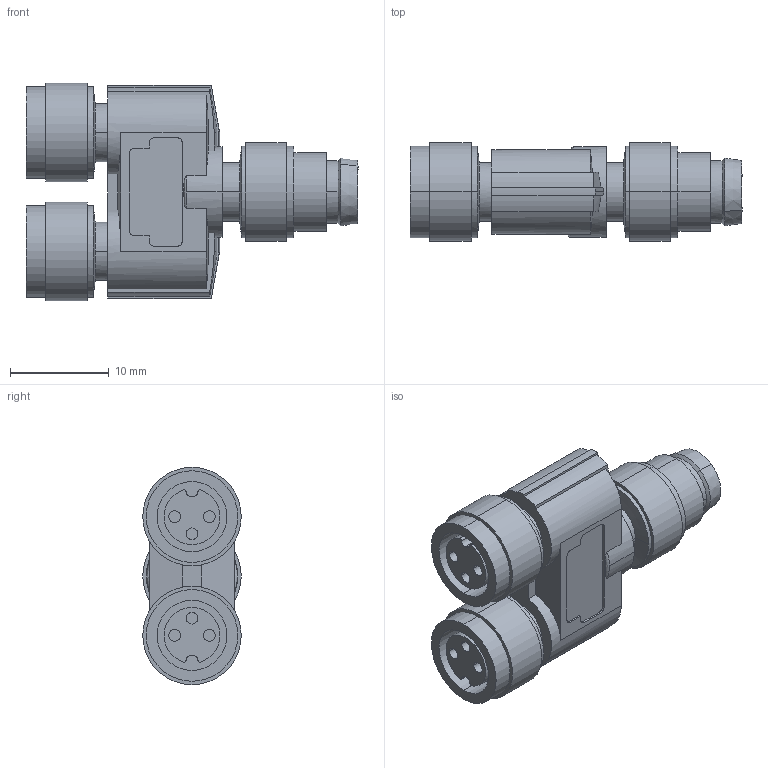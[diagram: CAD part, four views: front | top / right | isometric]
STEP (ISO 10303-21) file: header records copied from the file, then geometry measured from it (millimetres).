
FILE_DESCRIPTION(('SolidDesigner STEP Export'),'2;1');
FILE_NAME('1696222_SAC_3P_M8Y_2XM8FS_VP-select.stp','2015-05-29T14:29:41',(''),(''),'Creo Elements/Direct Modeling STEP processor for AP214 (Solid Model)','Creo Elements/Direct Modeling 18.1B 29-Sep-2012 (C) Parametric Technology GmbH','');
FILE_SCHEMA(('AUTOMOTIVE_DESIGN { 1 0 10303 214 1 1 1 1 }'));
Length unit declared in the file: millimetre
Products named in the file (2): 1696222_SAC_3P_M8Y_2XM8FS_VP-select
Assembly tree (1 placements, depth 2):
  1696222_SAC_3P_M8Y_2XM8FS_VP-select
    1696222_SAC_3P_M8Y_2XM8FS_VP-select
Bounding box: 33.7 x 10 x 22.06 mm (x, y, z)
Volume: 3233.8 mm3; surface area: 2798.9 mm2
Topology: 1 solids, 1 shells, 171 faces, 421 edges, 275 vertices
Faces by surface type: cylinder 82, plane 65, cone 22, torus 2
Entity records: 7384 total; most frequent: CARTESIAN_POINT 2089, ORIENTED_EDGE 834, DIRECTION 791, EDGE_CURVE 417, AXIS2_PLACEMENT_3D 297, VERTEX_POINT 275, EDGE_LOOP 198, VECTOR 197
